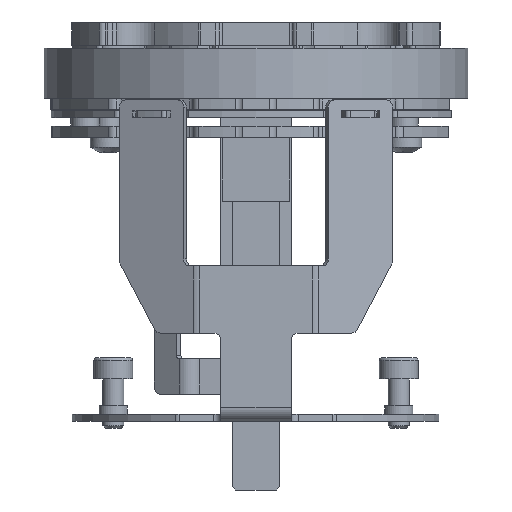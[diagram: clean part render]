
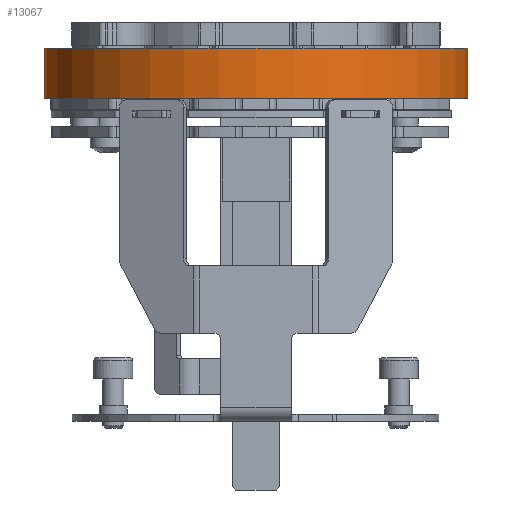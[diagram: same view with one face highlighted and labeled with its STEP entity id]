
A CAD part, front view. The second image highlights one B-rep face of the part: STEP entity #13067.
In plain terms, the highlighted cylindrical face has radius 30 mm (diameter 60 mm), a partial arc.
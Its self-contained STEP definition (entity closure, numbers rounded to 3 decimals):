
#2264 = CIRCLE ( 'NONE', #45515, 30. ) ;
#2488 = CARTESIAN_POINT ( 'NONE',  ( 86.979, 57.094, 7.19 ) ) ;
#2710 = DIRECTION ( 'NONE',  ( 0., 0., 1. ) ) ;
#2754 = CARTESIAN_POINT ( 'NONE',  ( 116.979, 57.094, 7.19 ) ) ;
#8224 = EDGE_CURVE ( 'NONE', #49568, #41258, #2264, .T. ) ;
#9384 = CARTESIAN_POINT ( 'NONE',  ( 56.979, 57.094, 0.18 ) ) ;
#9733 = EDGE_CURVE ( 'NONE', #49568, #48160, #14540, .T. ) ;
#9888 = ORIENTED_EDGE ( 'NONE', *, *, #26066, .F. ) ;
#10990 = AXIS2_PLACEMENT_3D ( 'NONE', #2488, #43188, #29590 ) ;
#12022 = FACE_OUTER_BOUND ( 'NONE', #52340, .T. ) ;
#13067 = ADVANCED_FACE ( 'NONE', ( #12022 ), #34523, .T. ) ;
#14540 = LINE ( 'NONE', #38932, #30707 ) ;
#18851 = VERTEX_POINT ( 'NONE', #2754 ) ;
#19800 = DIRECTION ( 'NONE',  ( 0., 0., 1. ) ) ;
#21951 = CARTESIAN_POINT ( 'NONE',  ( 56.979, 57.094, 7.19 ) ) ;
#26066 = EDGE_CURVE ( 'NONE', #48160, #18851, #34247, .T. ) ;
#27004 = ORIENTED_EDGE ( 'NONE', *, *, #9733, .F. ) ;
#29590 = DIRECTION ( 'NONE',  ( 1., 0., 0. ) ) ;
#30707 = VECTOR ( 'NONE', #47945, 1000. ) ;
#33848 = VECTOR ( 'NONE', #2710, 1000. ) ;
#34034 = CARTESIAN_POINT ( 'NONE',  ( 86.979, 57.094, 0.18 ) ) ;
#34247 = CIRCLE ( 'NONE', #10990, 30. ) ;
#34523 = CYLINDRICAL_SURFACE ( 'NONE', #52744, 30. ) ;
#36724 = LINE ( 'NONE', #47592, #33848 ) ;
#38932 = CARTESIAN_POINT ( 'NONE',  ( 56.979, 57.094, 0.18 ) ) ;
#40123 = EDGE_CURVE ( 'NONE', #41258, #18851, #36724, .T. ) ;
#40313 = DIRECTION ( 'NONE',  ( 1., 0., 0. ) ) ;
#41258 = VERTEX_POINT ( 'NONE', #43463 ) ;
#43071 = DIRECTION ( 'NONE',  ( 1., 0., 0. ) ) ;
#43154 = DIRECTION ( 'NONE',  ( 0., 0., 1. ) ) ;
#43188 = DIRECTION ( 'NONE',  ( 0., 0., 1. ) ) ;
#43463 = CARTESIAN_POINT ( 'NONE',  ( 116.979, 57.094, 0.18 ) ) ;
#43750 = CARTESIAN_POINT ( 'NONE',  ( 86.979, 57.094, 0.18 ) ) ;
#45515 = AXIS2_PLACEMENT_3D ( 'NONE', #34034, #19800, #43071 ) ;
#47592 = CARTESIAN_POINT ( 'NONE',  ( 116.979, 57.094, 0.18 ) ) ;
#47945 = DIRECTION ( 'NONE',  ( 0., 0., 1. ) ) ;
#48160 = VERTEX_POINT ( 'NONE', #21951 ) ;
#49568 = VERTEX_POINT ( 'NONE', #9384 ) ;
#50304 = ORIENTED_EDGE ( 'NONE', *, *, #8224, .T. ) ;
#52340 = EDGE_LOOP ( 'NONE', ( #27004, #50304, #55404, #9888 ) ) ;
#52744 = AXIS2_PLACEMENT_3D ( 'NONE', #43750, #43154, #40313 ) ;
#55404 = ORIENTED_EDGE ( 'NONE', *, *, #40123, .T. ) ;
